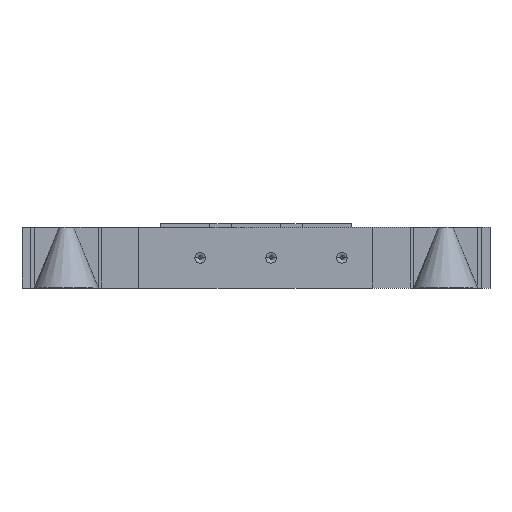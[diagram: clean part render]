
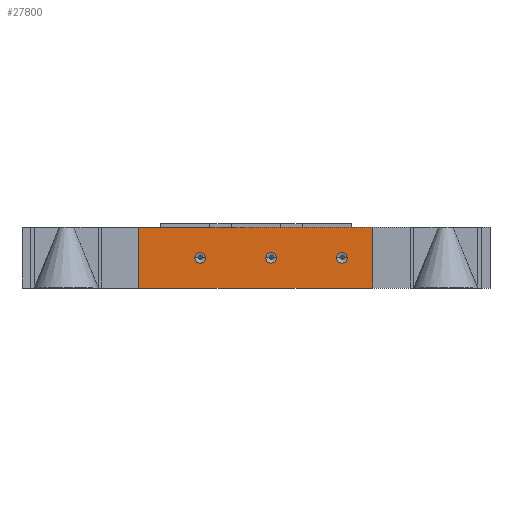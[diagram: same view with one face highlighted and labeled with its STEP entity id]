
A CAD part, top view. The second image highlights one B-rep face of the part: STEP entity #27800.
In plain terms, the highlighted planar face has unit normal (0, 0, 1).
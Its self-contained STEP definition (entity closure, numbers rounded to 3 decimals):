
#961 = DIRECTION ( 'NONE',  ( -1., 0., 0. ) ) ;
#1136 = EDGE_CURVE ( 'NONE', #10805, #10988, #34054, .T. ) ;
#1142 = AXIS2_PLACEMENT_3D ( 'NONE', #6599, #17379, #961 ) ;
#1230 = VERTEX_POINT ( 'NONE', #1901 ) ;
#1346 = CIRCLE ( 'NONE', #3575, 1.5 ) ;
#1699 = CARTESIAN_POINT ( 'NONE',  ( -15.75, -0.1, 4. ) ) ;
#1901 = CARTESIAN_POINT ( 'NONE',  ( -14.25, -0.1, 4. ) ) ;
#1933 = VECTOR ( 'NONE', #18657, 1000. ) ;
#2125 = DIRECTION ( 'NONE',  ( -1., 0., 0. ) ) ;
#2430 = LINE ( 'NONE', #20964, #14218 ) ;
#2810 = EDGE_LOOP ( 'NONE', ( #29676, #12906 ) ) ;
#2944 = AXIS2_PLACEMENT_3D ( 'NONE', #28979, #7919, #2125 ) ;
#3575 = AXIS2_PLACEMENT_3D ( 'NONE', #22179, #33145, #13890 ) ;
#3627 = EDGE_LOOP ( 'NONE', ( #11070, #29211, #26447, #3644 ) ) ;
#3644 = ORIENTED_EDGE ( 'NONE', *, *, #32934, .T. ) ;
#4296 = PLANE ( 'NONE',  #1142 ) ;
#5470 = VERTEX_POINT ( 'NONE', #7061 ) ;
#5544 = FACE_BOUND ( 'NONE', #2810, .T. ) ;
#6599 = CARTESIAN_POINT ( 'NONE',  ( 0., 0., 4. ) ) ;
#6921 = LINE ( 'NONE', #7448, #20875 ) ;
#7061 = CARTESIAN_POINT ( 'NONE',  ( -33., -8.6, 4. ) ) ;
#7095 = DIRECTION ( 'NONE',  ( 0., 1., 0. ) ) ;
#7259 = AXIS2_PLACEMENT_3D ( 'NONE', #19771, #17308, #9369 ) ;
#7263 = AXIS2_PLACEMENT_3D ( 'NONE', #1699, #17937, #31556 ) ;
#7448 = CARTESIAN_POINT ( 'NONE',  ( 33., -8.6, 4. ) ) ;
#7753 = EDGE_CURVE ( 'NONE', #12010, #32719, #34335, .T. ) ;
#7885 = CARTESIAN_POINT ( 'NONE',  ( -33., -8.6, 4. ) ) ;
#7919 = DIRECTION ( 'NONE',  ( 0., 0., -1. ) ) ;
#8367 = ORIENTED_EDGE ( 'NONE', *, *, #10949, .T. ) ;
#9369 = DIRECTION ( 'NONE',  ( -1., 0., 0. ) ) ;
#9634 = DIRECTION ( 'NONE',  ( -1., 0., 0. ) ) ;
#10805 = VERTEX_POINT ( 'NONE', #20334 ) ;
#10949 = EDGE_CURVE ( 'NONE', #1230, #23515, #31167, .T. ) ;
#10988 = VERTEX_POINT ( 'NONE', #26302 ) ;
#11070 = ORIENTED_EDGE ( 'NONE', *, *, #26143, .T. ) ;
#11267 = VERTEX_POINT ( 'NONE', #13181 ) ;
#11278 = CARTESIAN_POINT ( 'NONE',  ( 5.75, -0.1, 4. ) ) ;
#12010 = VERTEX_POINT ( 'NONE', #15152 ) ;
#12906 = ORIENTED_EDGE ( 'NONE', *, *, #33232, .T. ) ;
#13100 = EDGE_CURVE ( 'NONE', #10988, #5470, #26609, .T. ) ;
#13181 = CARTESIAN_POINT ( 'NONE',  ( 22.75, -0.1, 4. ) ) ;
#13890 = DIRECTION ( 'NONE',  ( -1., 0., 0. ) ) ;
#14218 = VECTOR ( 'NONE', #20614, 1000. ) ;
#14560 = ORIENTED_EDGE ( 'NONE', *, *, #17464, .T. ) ;
#14563 = FACE_BOUND ( 'NONE', #20157, .T. ) ;
#14639 = VERTEX_POINT ( 'NONE', #20073 ) ;
#14874 = CARTESIAN_POINT ( 'NONE',  ( 33., -8.6, 4. ) ) ;
#15152 = CARTESIAN_POINT ( 'NONE',  ( 2.75, -0.1, 4. ) ) ;
#15469 = CIRCLE ( 'NONE', #24469, 1.5 ) ;
#15475 = EDGE_CURVE ( 'NONE', #14639, #11267, #15469, .T. ) ;
#15937 = AXIS2_PLACEMENT_3D ( 'NONE', #25183, #25002, #9634 ) ;
#17080 = ORIENTED_EDGE ( 'NONE', *, *, #34418, .T. ) ;
#17308 = DIRECTION ( 'NONE',  ( 0., 0., -1. ) ) ;
#17379 = DIRECTION ( 'NONE',  ( 0., 0., -1. ) ) ;
#17464 = EDGE_CURVE ( 'NONE', #23515, #1230, #32099, .T. ) ;
#17937 = DIRECTION ( 'NONE',  ( 0., 0., -1. ) ) ;
#18657 = DIRECTION ( 'NONE',  ( 0., -1., 0. ) ) ;
#19560 = DIRECTION ( 'NONE',  ( -1., 0., 0. ) ) ;
#19771 = CARTESIAN_POINT ( 'NONE',  ( 4.25, -0.1, 4. ) ) ;
#19978 = CARTESIAN_POINT ( 'NONE',  ( -17.25, -0.1, 4. ) ) ;
#20073 = CARTESIAN_POINT ( 'NONE',  ( 25.75, -0.1, 4. ) ) ;
#20157 = EDGE_LOOP ( 'NONE', ( #14560, #8367 ) ) ;
#20334 = CARTESIAN_POINT ( 'NONE',  ( 33., 8.6, 4. ) ) ;
#20614 = DIRECTION ( 'NONE',  ( 1., 0., 0. ) ) ;
#20631 = VECTOR ( 'NONE', #23092, 1000. ) ;
#20875 = VECTOR ( 'NONE', #7095, 1000. ) ;
#20964 = CARTESIAN_POINT ( 'NONE',  ( -33., -8.6, 4. ) ) ;
#22179 = CARTESIAN_POINT ( 'NONE',  ( 24.25, -0.1, 4. ) ) ;
#22212 = DIRECTION ( 'NONE',  ( 0., 0., -1. ) ) ;
#23092 = DIRECTION ( 'NONE',  ( -1., 0., 0. ) ) ;
#23515 = VERTEX_POINT ( 'NONE', #19978 ) ;
#23595 = ORIENTED_EDGE ( 'NONE', *, *, #15475, .T. ) ;
#24469 = AXIS2_PLACEMENT_3D ( 'NONE', #33705, #22212, #19560 ) ;
#24831 = VERTEX_POINT ( 'NONE', #14874 ) ;
#25002 = DIRECTION ( 'NONE',  ( 0., 0., -1. ) ) ;
#25183 = CARTESIAN_POINT ( 'NONE',  ( 4.25, -0.1, 4. ) ) ;
#25391 = CARTESIAN_POINT ( 'NONE',  ( -33., 8.6, 4. ) ) ;
#26143 = EDGE_CURVE ( 'NONE', #24831, #10805, #6921, .T. ) ;
#26302 = CARTESIAN_POINT ( 'NONE',  ( -33., 8.6, 4. ) ) ;
#26447 = ORIENTED_EDGE ( 'NONE', *, *, #13100, .T. ) ;
#26609 = LINE ( 'NONE', #7885, #1933 ) ;
#27800 = ADVANCED_FACE ( 'NONE', ( #29771, #5544, #14563, #30990 ), #4296, .F. ) ;
#28979 = CARTESIAN_POINT ( 'NONE',  ( -15.75, -0.1, 4. ) ) ;
#29211 = ORIENTED_EDGE ( 'NONE', *, *, #1136, .T. ) ;
#29502 = EDGE_LOOP ( 'NONE', ( #17080, #23595 ) ) ;
#29676 = ORIENTED_EDGE ( 'NONE', *, *, #7753, .T. ) ;
#29771 = FACE_BOUND ( 'NONE', #29502, .T. ) ;
#30623 = CIRCLE ( 'NONE', #15937, 1.5 ) ;
#30990 = FACE_OUTER_BOUND ( 'NONE', #3627, .T. ) ;
#31167 = CIRCLE ( 'NONE', #2944, 1.5 ) ;
#31556 = DIRECTION ( 'NONE',  ( -1., 0., 0. ) ) ;
#32099 = CIRCLE ( 'NONE', #7263, 1.5 ) ;
#32719 = VERTEX_POINT ( 'NONE', #11278 ) ;
#32934 = EDGE_CURVE ( 'NONE', #5470, #24831, #2430, .T. ) ;
#33145 = DIRECTION ( 'NONE',  ( 0., 0., -1. ) ) ;
#33232 = EDGE_CURVE ( 'NONE', #32719, #12010, #30623, .T. ) ;
#33705 = CARTESIAN_POINT ( 'NONE',  ( 24.25, -0.1, 4. ) ) ;
#34054 = LINE ( 'NONE', #25391, #20631 ) ;
#34335 = CIRCLE ( 'NONE', #7259, 1.5 ) ;
#34418 = EDGE_CURVE ( 'NONE', #11267, #14639, #1346, .T. ) ;
